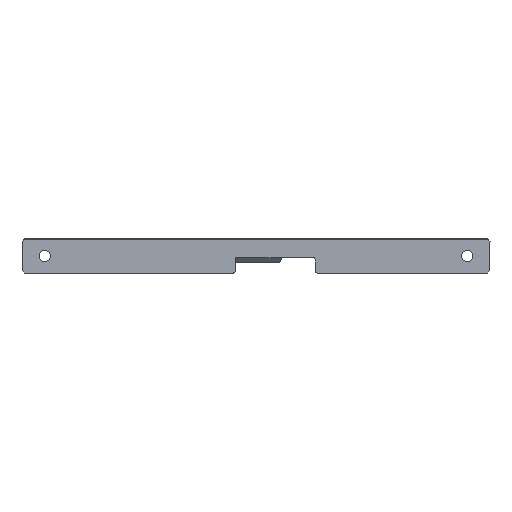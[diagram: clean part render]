
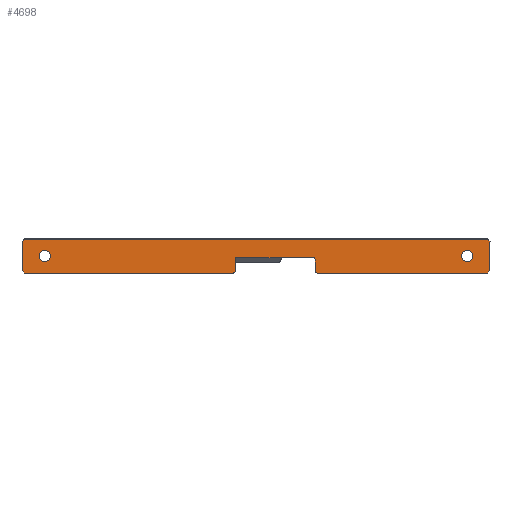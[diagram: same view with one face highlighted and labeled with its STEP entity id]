
A CAD part, left-side view. The second image highlights one B-rep face of the part: STEP entity #4698.
In plain terms, the highlighted planar face has unit normal (-1, 0, 0).
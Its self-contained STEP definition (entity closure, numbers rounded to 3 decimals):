
#212=LINE('',#7071,#559);
#220=LINE('',#7091,#567);
#227=LINE('',#7110,#574);
#230=LINE('',#7120,#577);
#242=LINE('',#7151,#589);
#250=LINE('',#7172,#597);
#251=LINE('',#7174,#598);
#252=LINE('',#7176,#599);
#253=LINE('',#7178,#600);
#254=LINE('',#7180,#601);
#255=LINE('',#7182,#602);
#256=LINE('',#7184,#603);
#257=LINE('',#7185,#604);
#559=VECTOR('',#5584,10.);
#567=VECTOR('',#5602,10.);
#574=VECTOR('',#5619,10.);
#577=VECTOR('',#5630,10.);
#589=VECTOR('',#5654,10.);
#597=VECTOR('',#5674,10.);
#598=VECTOR('',#5675,10.);
#599=VECTOR('',#5676,10.);
#600=VECTOR('',#5677,10.);
#601=VECTOR('',#5678,10.);
#602=VECTOR('',#5679,10.);
#603=VECTOR('',#5680,10.);
#604=VECTOR('',#5681,10.);
#1002=FACE_BOUND('',#1353,.T.);
#1003=FACE_BOUND('',#1354,.T.);
#1052=FACE_OUTER_BOUND('',#1352,.T.);
#1352=EDGE_LOOP('',(#3210,#3211,#3212,#3213,#3214,#3215,#3216,#3217,#3218,
#3219,#3220,#3221,#3222,#3223,#3224,#3225));
#1353=EDGE_LOOP('',(#3226));
#1354=EDGE_LOOP('',(#3227));
#1673=CIRCLE('',#5005,1.);
#1676=CIRCLE('',#5018,1.);
#1679=CIRCLE('',#5024,1.);
#1681=CIRCLE('',#5028,2.5);
#1682=CIRCLE('',#5029,2.5);
#1961=VERTEX_POINT('',#7058);
#1966=VERTEX_POINT('',#7069);
#1971=VERTEX_POINT('',#7083);
#1973=VERTEX_POINT('',#7089);
#1980=VERTEX_POINT('',#7109);
#1983=VERTEX_POINT('',#7119);
#1986=VERTEX_POINT('',#7127);
#1996=VERTEX_POINT('',#7149);
#1998=VERTEX_POINT('',#7157);
#2003=VERTEX_POINT('',#7171);
#2004=VERTEX_POINT('',#7173);
#2005=VERTEX_POINT('',#7175);
#2006=VERTEX_POINT('',#7177);
#2007=VERTEX_POINT('',#7179);
#2008=VERTEX_POINT('',#7181);
#2009=VERTEX_POINT('',#7183);
#2010=VERTEX_POINT('',#7186);
#2011=VERTEX_POINT('',#7188);
#2404=EDGE_CURVE('',#1961,#1966,#212,.T.);
#2411=EDGE_CURVE('',#1971,#1966,#1673,.T.);
#2414=EDGE_CURVE('',#1971,#1973,#220,.T.);
#2423=EDGE_CURVE('',#1961,#1980,#227,.T.);
#2428=EDGE_CURVE('',#1983,#1980,#230,.T.);
#2433=EDGE_CURVE('',#1986,#1973,#1676,.T.);
#2444=EDGE_CURVE('',#1996,#1986,#242,.T.);
#2447=EDGE_CURVE('',#1983,#1998,#1679,.T.);
#2454=EDGE_CURVE('',#2003,#1996,#250,.F.);
#2455=EDGE_CURVE('',#2004,#2003,#251,.F.);
#2456=EDGE_CURVE('',#2005,#2004,#252,.F.);
#2457=EDGE_CURVE('',#2006,#2005,#253,.T.);
#2458=EDGE_CURVE('',#2007,#2006,#254,.F.);
#2459=EDGE_CURVE('',#2007,#2008,#255,.F.);
#2460=EDGE_CURVE('',#2009,#2008,#256,.F.);
#2461=EDGE_CURVE('',#1998,#2009,#257,.T.);
#2462=EDGE_CURVE('',#2010,#2010,#1681,.T.);
#2463=EDGE_CURVE('',#2011,#2011,#1682,.F.);
#3210=ORIENTED_EDGE('',*,*,#2433,.F.);
#3211=ORIENTED_EDGE('',*,*,#2444,.F.);
#3212=ORIENTED_EDGE('',*,*,#2454,.F.);
#3213=ORIENTED_EDGE('',*,*,#2455,.F.);
#3214=ORIENTED_EDGE('',*,*,#2456,.F.);
#3215=ORIENTED_EDGE('',*,*,#2457,.F.);
#3216=ORIENTED_EDGE('',*,*,#2458,.F.);
#3217=ORIENTED_EDGE('',*,*,#2459,.T.);
#3218=ORIENTED_EDGE('',*,*,#2460,.F.);
#3219=ORIENTED_EDGE('',*,*,#2461,.F.);
#3220=ORIENTED_EDGE('',*,*,#2447,.F.);
#3221=ORIENTED_EDGE('',*,*,#2428,.T.);
#3222=ORIENTED_EDGE('',*,*,#2423,.F.);
#3223=ORIENTED_EDGE('',*,*,#2404,.T.);
#3224=ORIENTED_EDGE('',*,*,#2411,.F.);
#3225=ORIENTED_EDGE('',*,*,#2414,.T.);
#3226=ORIENTED_EDGE('',*,*,#2462,.F.);
#3227=ORIENTED_EDGE('',*,*,#2463,.T.);
#4593=PLANE('',#5027);
#4698=ADVANCED_FACE('',(#1052,#1002,#1003),#4593,.T.);
#5005=AXIS2_PLACEMENT_3D('',#7085,#5596,#5597);
#5018=AXIS2_PLACEMENT_3D('',#7129,#5638,#5639);
#5024=AXIS2_PLACEMENT_3D('',#7158,#5661,#5662);
#5027=AXIS2_PLACEMENT_3D('',#7170,#5672,#5673);
#5028=AXIS2_PLACEMENT_3D('',#7187,#5682,#5683);
#5029=AXIS2_PLACEMENT_3D('',#7189,#5684,#5685);
#5584=DIRECTION('',(0.,-1.,0.));
#5596=DIRECTION('center_axis',(-1.,0.,0.));
#5597=DIRECTION('ref_axis',(0.,-0.707,0.707));
#5602=DIRECTION('',(0.,0.,-1.));
#5619=DIRECTION('',(0.,1.,0.));
#5630=DIRECTION('',(0.,0.,1.));
#5638=DIRECTION('center_axis',(1.,0.,0.));
#5639=DIRECTION('ref_axis',(0.,0.707,-0.707));
#5654=DIRECTION('',(0.,1.,0.));
#5661=DIRECTION('center_axis',(1.,0.,0.));
#5662=DIRECTION('ref_axis',(0.,-0.707,-0.707));
#5672=DIRECTION('center_axis',(-1.,0.,0.));
#5673=DIRECTION('ref_axis',(0.,0.,-1.));
#5674=DIRECTION('',(0.,-0.707,0.707));
#5675=DIRECTION('',(0.,0.,1.));
#5676=DIRECTION('',(0.,0.707,0.707));
#5677=DIRECTION('',(0.,-1.,0.));
#5678=DIRECTION('',(0.,0.707,-0.707));
#5679=DIRECTION('',(0.,0.,1.));
#5680=DIRECTION('',(0.,-0.707,-0.707));
#5681=DIRECTION('',(0.,1.,0.));
#5682=DIRECTION('center_axis',(-1.,0.,0.));
#5683=DIRECTION('ref_axis',(0.,-1.,0.));
#5684=DIRECTION('center_axis',(-1.,0.,0.));
#5685=DIRECTION('ref_axis',(0.,1.,0.));
#7058=CARTESIAN_POINT('',(-100.4,-69.566,-15.7));
#7069=CARTESIAN_POINT('',(-100.4,-82.566,-15.7));
#7071=CARTESIAN_POINT('',(-100.4,-34.342,-15.7));
#7083=CARTESIAN_POINT('',(-100.4,-83.566,-16.7));
#7085=CARTESIAN_POINT('Origin',(-100.4,-82.566,-16.7));
#7089=CARTESIAN_POINT('',(-100.4,-83.566,-21.5));
#7091=CARTESIAN_POINT('',(-100.4,-83.566,-15.));
#7109=CARTESIAN_POINT('',(-100.4,-48.566,-15.7));
#7110=CARTESIAN_POINT('',(-100.4,-26.842,-15.7));
#7119=CARTESIAN_POINT('',(-100.4,-48.566,-21.5));
#7120=CARTESIAN_POINT('',(-100.4,-48.566,-12.6));
#7127=CARTESIAN_POINT('',(-100.4,-84.566,-22.5));
#7129=CARTESIAN_POINT('Origin',(-100.4,-84.566,-21.5));
#7149=CARTESIAN_POINT('',(-100.4,-159.119,-22.5));
#7151=CARTESIAN_POINT('',(-100.4,24.881,-22.5));
#7157=CARTESIAN_POINT('',(-100.4,-47.566,-22.5));
#7158=CARTESIAN_POINT('Origin',(-100.4,-47.566,-21.5));
#7170=CARTESIAN_POINT('Origin',(-100.4,14.881,-7.5));
#7171=CARTESIAN_POINT('',(-100.4,-160.119,-21.5));
#7172=CARTESIAN_POINT('',(-100.4,-119.619,-62.));
#7173=CARTESIAN_POINT('',(-100.4,-160.119,-8.5));
#7174=CARTESIAN_POINT('',(-100.4,-160.119,-7.5));
#7175=CARTESIAN_POINT('',(-100.4,-159.519,-7.9));
#7176=CARTESIAN_POINT('',(-100.4,-115.869,35.75));
#7177=CARTESIAN_POINT('',(-100.4,44.281,-7.9));
#7178=CARTESIAN_POINT('',(-100.4,17.381,-7.9));
#7179=CARTESIAN_POINT('',(-100.4,44.881,-8.5));
#7180=CARTESIAN_POINT('',(-100.4,36.881,-0.5));
#7181=CARTESIAN_POINT('',(-100.4,44.881,-21.5));
#7182=CARTESIAN_POINT('',(-100.4,44.881,-7.5));
#7183=CARTESIAN_POINT('',(-100.4,43.881,-22.5));
#7184=CARTESIAN_POINT('',(-100.4,40.631,-25.75));
#7185=CARTESIAN_POINT('',(-100.4,24.881,-22.5));
#7186=CARTESIAN_POINT('',(-100.4,37.381,-15.));
#7187=CARTESIAN_POINT('Origin',(-100.4,34.881,-15.));
#7188=CARTESIAN_POINT('',(-100.4,-152.619,-15.));
#7189=CARTESIAN_POINT('Origin',(-100.4,-150.119,-15.));
